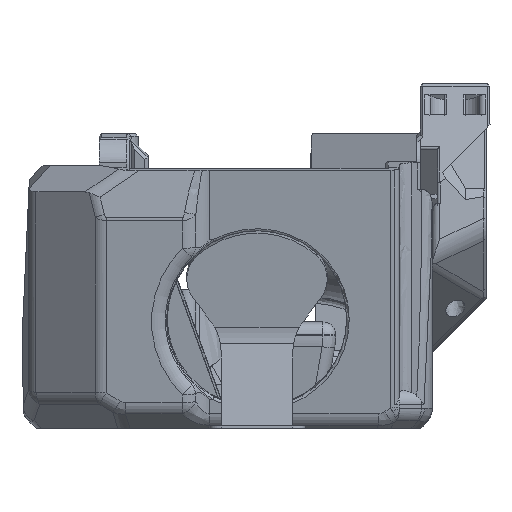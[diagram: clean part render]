
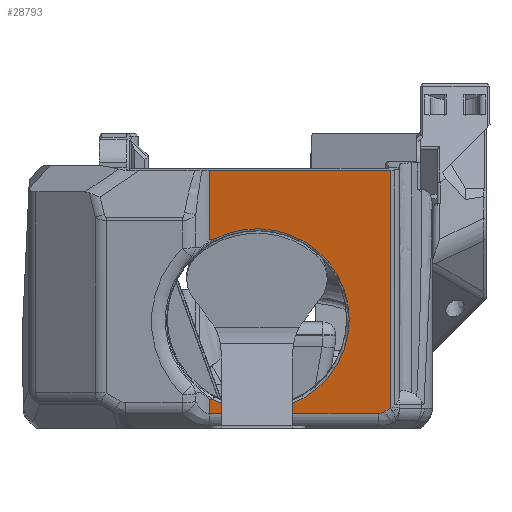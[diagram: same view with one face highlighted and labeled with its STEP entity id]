
A CAD part, left-side view. The second image highlights one B-rep face of the part: STEP entity #28793.
In plain terms, the highlighted planar face has unit normal (-0.985, 0, -0.174).
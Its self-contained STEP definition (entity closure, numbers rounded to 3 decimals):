
#311=CIRCLE('',#30344,14.4);
#1991=B_SPLINE_CURVE_WITH_KNOTS('',3,(#48864,#48865,#48866,#48867),
 .UNSPECIFIED.,.F.,.F.,(4,4),(0.,0.382),.UNSPECIFIED.);
#2004=B_SPLINE_CURVE_WITH_KNOTS('',3,(#49137,#49138,#49139,#49140),
 .UNSPECIFIED.,.F.,.F.,(4,4),(0.618,1.),.UNSPECIFIED.);
#2589=ELLIPSE('',#30962,3.203,2.);
#6395=ORIENTED_EDGE('',*,*,#13542,.F.);
#6396=ORIENTED_EDGE('',*,*,#12538,.T.);
#6397=ORIENTED_EDGE('',*,*,#13659,.T.);
#6398=ORIENTED_EDGE('',*,*,#13660,.F.);
#6399=ORIENTED_EDGE('',*,*,#13661,.T.);
#6400=ORIENTED_EDGE('',*,*,#13662,.T.);
#6401=ORIENTED_EDGE('',*,*,#13663,.F.);
#6402=ORIENTED_EDGE('',*,*,#13664,.T.);
#6403=ORIENTED_EDGE('',*,*,#13143,.F.);
#6404=ORIENTED_EDGE('',*,*,#13168,.F.);
#12538=EDGE_CURVE('',#16657,#16656,#311,.T.);
#13143=EDGE_CURVE('',#17064,#17065,#19535,.T.);
#13168=EDGE_CURVE('',#17082,#17064,#19553,.T.);
#13542=EDGE_CURVE('',#16657,#17082,#1991,.F.);
#13659=EDGE_CURVE('',#16656,#17427,#2004,.T.);
#13660=EDGE_CURVE('',#17428,#17427,#19870,.T.);
#13661=EDGE_CURVE('',#17428,#17429,#19871,.T.);
#13662=EDGE_CURVE('',#17429,#17430,#2589,.T.);
#13663=EDGE_CURVE('',#17431,#17430,#19872,.T.);
#13664=EDGE_CURVE('',#17431,#17065,#19873,.T.);
#16656=VERTEX_POINT('',#44649);
#16657=VERTEX_POINT('',#44651);
#17064=VERTEX_POINT('',#47188);
#17065=VERTEX_POINT('',#47190);
#17082=VERTEX_POINT('',#47249);
#17427=VERTEX_POINT('',#49141);
#17428=VERTEX_POINT('',#49143);
#17429=VERTEX_POINT('',#49145);
#17430=VERTEX_POINT('',#49147);
#17431=VERTEX_POINT('',#49149);
#19535=LINE('',#47189,#21972);
#19553=LINE('',#47250,#21990);
#19870=LINE('',#49142,#22307);
#19871=LINE('',#49144,#22308);
#19872=LINE('',#49148,#22309);
#19873=LINE('',#49150,#22310);
#21972=VECTOR('',#34848,1000.);
#21990=VECTOR('',#34886,1000.);
#22307=VECTOR('',#35659,1000.);
#22308=VECTOR('',#35660,1000.);
#22309=VECTOR('',#35663,1000.);
#22310=VECTOR('',#35664,1000.);
#24409=EDGE_LOOP('',(#6395,#6396,#6397,#6398,#6399,#6400,#6401,#6402,#6403,
#6404));
#26202=FACE_BOUND('',#24409,.T.);
#27607=PLANE('',#30961);
#28793=ADVANCED_FACE('',(#26202),#27607,.F.);
#30344=AXIS2_PLACEMENT_3D('',#44650,#33837,#33838);
#30961=AXIS2_PLACEMENT_3D('',#49136,#35657,#35658);
#30962=AXIS2_PLACEMENT_3D('',#49146,#35661,#35662);
#33837=DIRECTION('',(0.985,0.,0.174));
#33838=DIRECTION('',(0.174,0.,-0.985));
#34848=DIRECTION('',(0.,-1.,0.));
#34886=DIRECTION('',(-0.174,0.,0.985));
#35657=DIRECTION('',(0.985,0.,0.174));
#35658=DIRECTION('',(-0.174,0.,0.985));
#35659=DIRECTION('',(-0.174,0.,0.985));
#35660=DIRECTION('',(0.,-1.,0.));
#35661=DIRECTION('',(-0.985,0.,-0.174));
#35662=DIRECTION('',(-0.165,-0.304,0.938));
#35663=DIRECTION('',(0.097,0.829,-0.551));
#35664=DIRECTION('',(-0.174,0.,0.985));
#44649=CARTESIAN_POINT('',(-28.264,11.767,4.533));
#44650=CARTESIAN_POINT('',(-30.458,4.853,16.973));
#44651=CARTESIAN_POINT('',(-32.651,11.767,29.413));
#47188=CARTESIAN_POINT('',(-34.572,12.27,40.304));
#47189=CARTESIAN_POINT('',(-34.572,24.853,40.304));
#47190=CARTESIAN_POINT('',(-34.572,-16.002,40.304));
#47249=CARTESIAN_POINT('',(-32.66,12.27,29.463));
#47250=CARTESIAN_POINT('',(-31.185,12.27,21.099));
#48864=CARTESIAN_POINT('',(-32.66,12.27,29.463));
#48865=CARTESIAN_POINT('',(-32.657,12.102,29.442));
#48866=CARTESIAN_POINT('',(-32.654,11.935,29.425));
#48867=CARTESIAN_POINT('',(-32.651,11.767,29.413));
#49136=CARTESIAN_POINT('',(-31.185,24.853,21.099));
#49137=CARTESIAN_POINT('',(-28.264,11.767,4.533));
#49138=CARTESIAN_POINT('',(-28.262,11.935,4.52));
#49139=CARTESIAN_POINT('',(-28.259,12.102,4.503));
#49140=CARTESIAN_POINT('',(-28.255,12.27,4.482));
#49141=CARTESIAN_POINT('',(-28.255,12.27,4.482));
#49142=CARTESIAN_POINT('',(-31.185,12.27,21.099));
#49143=CARTESIAN_POINT('',(-27.864,12.27,2.262));
#49144=CARTESIAN_POINT('',(-27.864,-14.655,2.262));
#49145=CARTESIAN_POINT('',(-27.864,-14.07,2.262));
#49146=CARTESIAN_POINT('',(-28.404,-14.652,5.326));
#49147=CARTESIAN_POINT('',(-27.923,-15.07,2.597));
#49148=CARTESIAN_POINT('',(-27.821,-14.199,2.018));
#49149=CARTESIAN_POINT('',(-28.032,-16.002,3.216));
#49150=CARTESIAN_POINT('',(-7.663,-16.002,-112.301));
